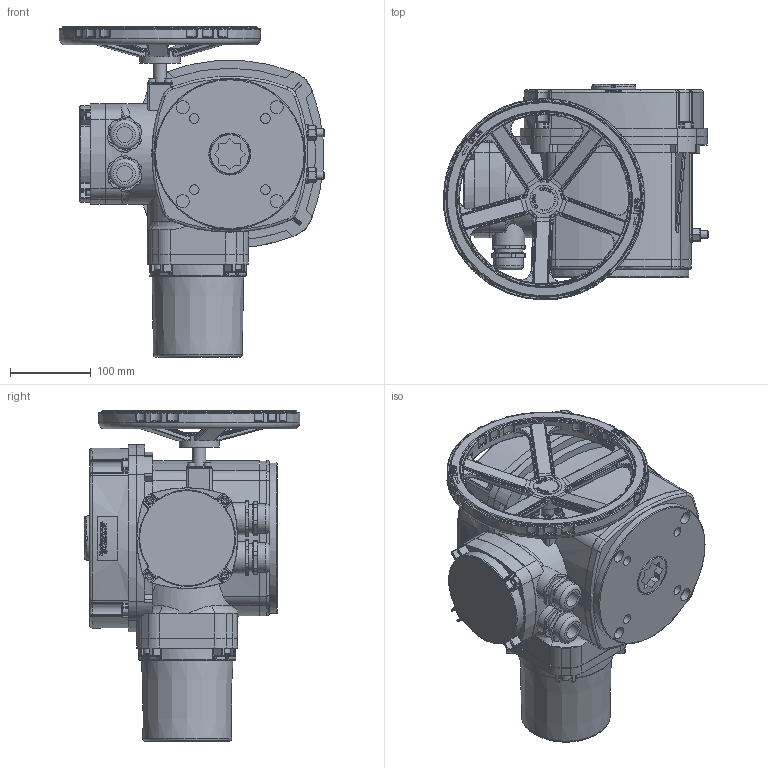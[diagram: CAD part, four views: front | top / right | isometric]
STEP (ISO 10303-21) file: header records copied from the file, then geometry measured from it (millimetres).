
FILE_DESCRIPTION(/* description */ (''),/* implementation_level */ '2;1');
FILE_NAME(/* name */ 'QT-N-180M_3D_STEP.stp',/* time_stamp */ '2025-02-10T08:46:18+03:00',/* author */ ('igorr'),/* organization */ (''),/* preprocessor_version */ 'ST-DEVELOPER v20',/* originating_system */ 'Autodesk Inventor 2025',/* authorisation */ '');
FILE_SCHEMA (('AUTOMOTIVE_DESIGN { 1 0 10303 214 3 1 1 }'));
Products named in the file (8): Сборка; Деталь; Деталь 2; AS 1420 - 1973 - M6 x 16; AS 1420 - 1973 - M8 x 16; AS 1420 - 1973 - M3 x 16; AS 1420 - 1973 - M5 x 16; ANSI B18.2.4.2M - M10x1,5
Assembly tree (24 placements, depth 2):
  Сборка
    Деталь
    Деталь 2
    AS 1420 - 1973 - M6 x 16  x4
    AS 1420 - 1973 - M8 x 16  x8
    AS 1420 - 1973 - M3 x 16  x4
    AS 1420 - 1973 - M5 x 16  x4
    ANSI B18.2.4.2M - M10x1,5  x2
Bounding box: 329.29 x 267.9 x 410 mm (x, y, z)
Volume: 11836532.1 mm3; surface area: 693223.4 mm2
Topology: 24 solids, 25 shells, 2540 faces, 6423 edges, 4030 vertices
Faces by surface type: plane 957, cylinder 632, bspline 441, torus 342, sphere 91, cone 77
Full cylindrical faces by diameter (mm): 3 x4, 5 x4, 5.5 x4, 6 x4, 8 x8, 8.376 x2, 8.5 x4, 10 x6, 12 x4, 13 x8, 16 x5, 20 x2, 26.942 x2, 32.726 x1, 35 x3, 36.807 x2, 37 x2, 40 x2, 41 x1, 50 x2, 50.601 x1, 52 x1, 55 x1, 60 x1, 76.285 x1, 120 x1, 125 x1, 186.55 x1, 210 x1, 218 x1
Entity records: 88934 total; most frequent: CARTESIAN_POINT 33176, ORIENTED_EDGE 11518, DIRECTION 10698, EDGE_CURVE 5759, AXIS2_PLACEMENT_3D 4177, VERTEX_POINT 3617, EDGE_LOOP 2408, LINE 2344
